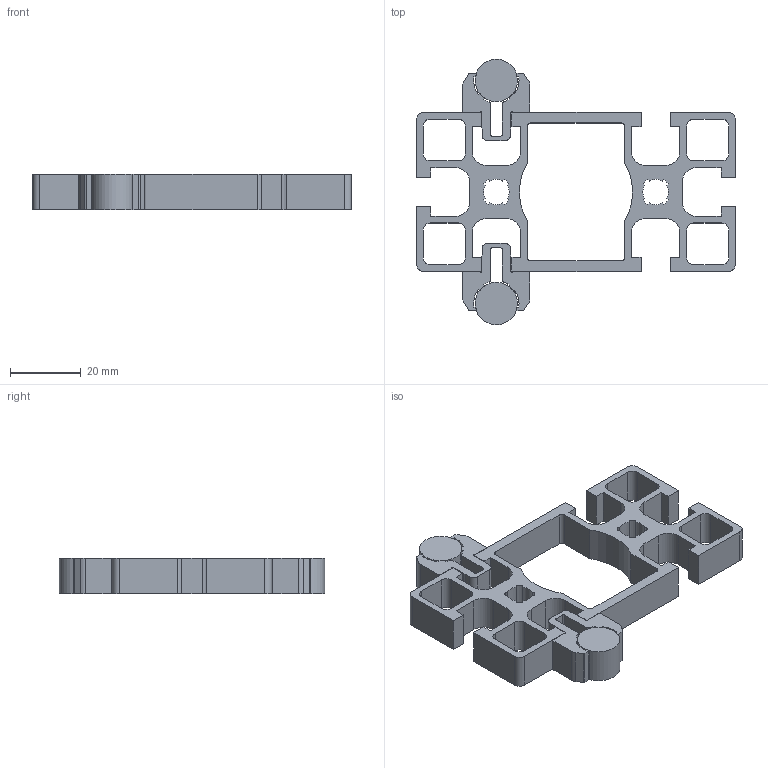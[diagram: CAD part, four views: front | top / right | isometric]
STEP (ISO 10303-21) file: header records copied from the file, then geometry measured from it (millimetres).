
FILE_DESCRIPTION(/* description */ ('Profil 45 x 90 lehký'),/* implementation_level */ '2;1');
FILE_NAME(/* name */ '801245STP.stp',/* time_stamp */ '2017-04-27T11:46:14+02:00',/* author */ ('veronika.franceova'),/* organization */ (''),/* preprocessor_version */ 'ST-DEVELOPER v16.1',/* originating_system */ 'Autodesk Inventor 2016',/* authorisation */ '');
FILE_SCHEMA (('AUTOMOTIVE_DESIGN { 1 0 10303 214 3 1 1 }'));
Length unit declared in the file: millimetre
Products named in the file (4): 801245STP_104590L_001; 801245STP_801200_002; 801245STP_801201_001; 801245STP
Assembly tree (5 placements, depth 2):
  801245STP
    801245STP_104590L_001
    801245STP_801200_002  x2
    801245STP_801201_001  x2
Bounding box: 90 x 75 x 10 mm (x, y, z)
Volume: 17549.6 mm3; surface area: 14934.9 mm2
Topology: 5 solids, 5 shells, 270 faces, 780 edges, 520 vertices
Faces by surface type: plane 156, cylinder 114
Full cylindrical faces by diameter (mm): 12 x2
Entity records: 7030 total; most frequent: CARTESIAN_POINT 1226, ORIENTED_EDGE 1210, DIRECTION 1207, EDGE_CURVE 605, LINE 437, VECTOR 437, VERTEX_POINT 404, AXIS2_PLACEMENT_3D 385
